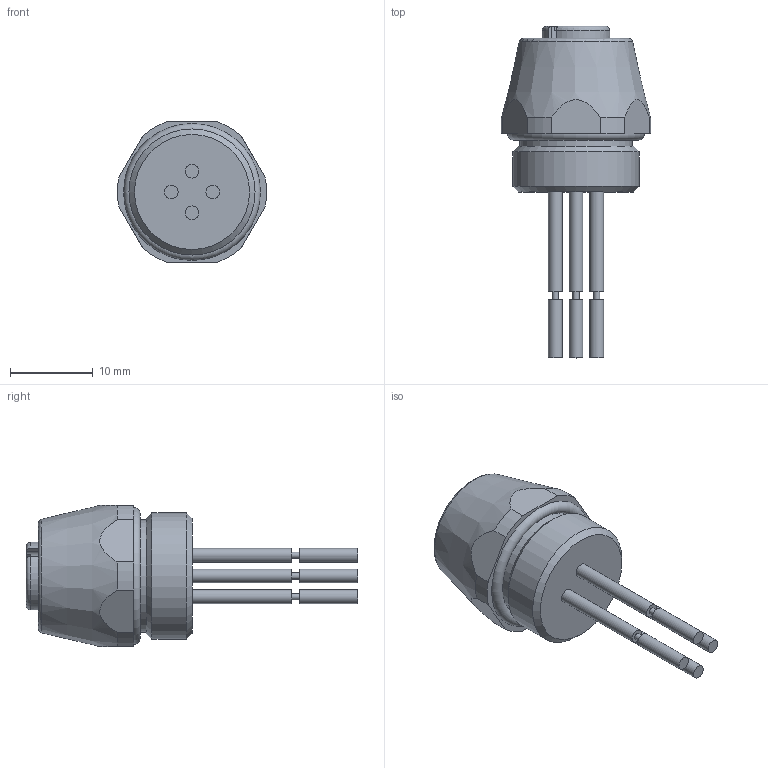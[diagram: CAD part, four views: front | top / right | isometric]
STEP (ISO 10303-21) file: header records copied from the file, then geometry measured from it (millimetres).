
FILE_DESCRIPTION(/* description */ (''),/* implementation_level */ '2;1');
FILE_NAME(/* name */ 'FB-FK4-m_stp.stp',/* time_stamp */ '2016-03-11T13:09:47+01:00',/* author */ (''),/* organization */ (''),/* preprocessor_version */ 'ST-DEVELOPER v16',/* originating_system */ 'SIEMENS PLM Software NX 10.0',/* authorisation */ '');
FILE_SCHEMA (('AUTOMOTIVE_DESIGN { 1 0 10303 214 3 1 1 1 }'));
Length unit declared in the file: millimetre
Products named in the file (1): FB-FK4-m_stp
Bounding box: 17.96 x 40 x 17 mm (x, y, z)
Volume: 3487.4 mm3; surface area: 2319.5 mm2
Topology: 1 solids, 1 shells, 111 faces, 247 edges, 166 vertices
Faces by surface type: cylinder 55, plane 49, torus 4, cone 3
Full cylindrical faces by diameter (mm): 0.758 x4, 1.15 x4, 1.5 x5, 1.65 x8, 11 x1, 12.3 x1, 13.5 x1, 15.2 x1
Entity records: 3024 total; most frequent: CARTESIAN_POINT 624, DIRECTION 538, ORIENTED_EDGE 406, AXIS2_PLACEMENT_3D 231, EDGE_CURVE 203, EDGE_LOOP 170, VERTEX_POINT 153, CIRCLE 119
